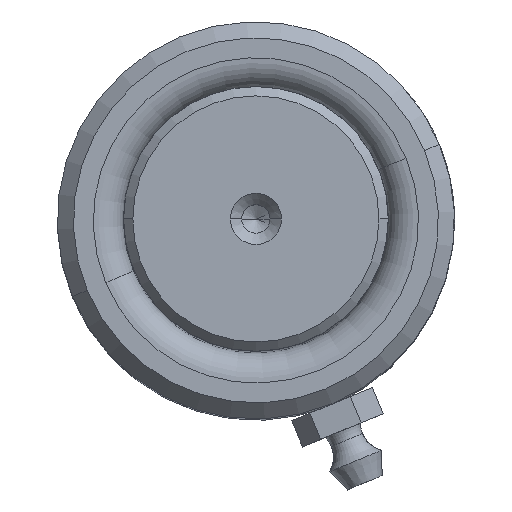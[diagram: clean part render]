
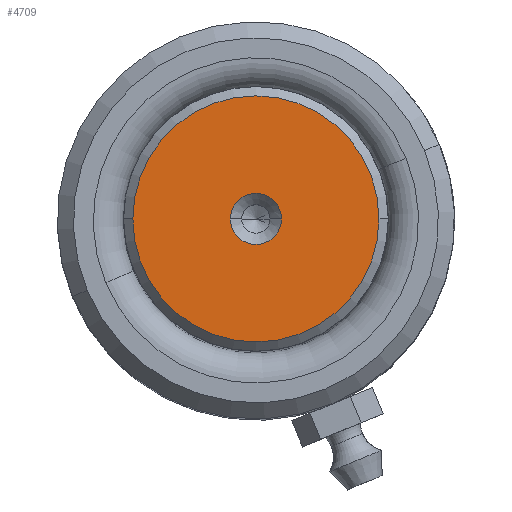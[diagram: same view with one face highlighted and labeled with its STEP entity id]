
A CAD part, top view. The second image highlights one B-rep face of the part: STEP entity #4709.
In plain terms, the highlighted planar face has unit normal (0, 0, 1).
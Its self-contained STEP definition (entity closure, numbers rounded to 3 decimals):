
#197 = VERTEX_POINT ( 'NONE', #6310 ) ;
#376 = DIRECTION ( 'NONE',  ( 1., 0., 0. ) ) ;
#437 = DIRECTION ( 'NONE',  ( 1., 0., 0. ) ) ;
#862 = AXIS2_PLACEMENT_3D ( 'NONE', #5026, #1517, #376 ) ;
#1086 = DIRECTION ( 'NONE',  ( 0., 0., 1. ) ) ;
#1241 = CIRCLE ( 'NONE', #2889, 13.012 ) ;
#1419 = EDGE_CURVE ( 'NONE', #197, #1460, #2296, .T. ) ;
#1460 = VERTEX_POINT ( 'NONE', #3874 ) ;
#1517 = DIRECTION ( 'NONE',  ( 0., 0., 1. ) ) ;
#1883 = CIRCLE ( 'NONE', #6448, 13.012 ) ;
#2065 = EDGE_LOOP ( 'NONE', ( #5239, #6439 ) ) ;
#2296 = CIRCLE ( 'NONE', #862, 2.7 ) ;
#2566 = CARTESIAN_POINT ( 'NONE',  ( -13.012, 0., 170. ) ) ;
#2587 = VERTEX_POINT ( 'NONE', #2566 ) ;
#2686 = DIRECTION ( 'NONE',  ( 0., 0., 1. ) ) ;
#2697 = FACE_OUTER_BOUND ( 'NONE', #2065, .T. ) ;
#2734 = DIRECTION ( 'NONE',  ( 0., 0., 1. ) ) ;
#2889 = AXIS2_PLACEMENT_3D ( 'NONE', #5735, #5166, #7372 ) ;
#3247 = FACE_BOUND ( 'NONE', #4504, .T. ) ;
#3347 = CIRCLE ( 'NONE', #7058, 2.7 ) ;
#3368 = CARTESIAN_POINT ( 'NONE',  ( 13.012, 0., 170. ) ) ;
#3874 = CARTESIAN_POINT ( 'NONE',  ( -2.7, 0., 170. ) ) ;
#3964 = CARTESIAN_POINT ( 'NONE',  ( 0., 0., 170. ) ) ;
#4428 = VERTEX_POINT ( 'NONE', #3368 ) ;
#4504 = EDGE_LOOP ( 'NONE', ( #5708, #7098 ) ) ;
#4709 = ADVANCED_FACE ( 'NONE', ( #3247, #2697 ), #5673, .T. ) ;
#4978 = CARTESIAN_POINT ( 'NONE',  ( 0., 0., 170. ) ) ;
#5026 = CARTESIAN_POINT ( 'NONE',  ( 0., 0., 170. ) ) ;
#5159 = AXIS2_PLACEMENT_3D ( 'NONE', #6364, #2734, #437 ) ;
#5166 = DIRECTION ( 'NONE',  ( 0., 0., 1. ) ) ;
#5239 = ORIENTED_EDGE ( 'NONE', *, *, #6437, .T. ) ;
#5673 = PLANE ( 'NONE',  #5159 ) ;
#5708 = ORIENTED_EDGE ( 'NONE', *, *, #1419, .F. ) ;
#5735 = CARTESIAN_POINT ( 'NONE',  ( 0., 0., 170. ) ) ;
#5752 = EDGE_CURVE ( 'NONE', #1460, #197, #3347, .T. ) ;
#6310 = CARTESIAN_POINT ( 'NONE',  ( 2.7, 0., 170. ) ) ;
#6364 = CARTESIAN_POINT ( 'NONE',  ( 0., 0., 170. ) ) ;
#6437 = EDGE_CURVE ( 'NONE', #2587, #4428, #1241, .T. ) ;
#6439 = ORIENTED_EDGE ( 'NONE', *, *, #7037, .T. ) ;
#6448 = AXIS2_PLACEMENT_3D ( 'NONE', #3964, #1086, #7509 ) ;
#7037 = EDGE_CURVE ( 'NONE', #4428, #2587, #1883, .T. ) ;
#7058 = AXIS2_PLACEMENT_3D ( 'NONE', #4978, #2686, #7328 ) ;
#7098 = ORIENTED_EDGE ( 'NONE', *, *, #5752, .F. ) ;
#7328 = DIRECTION ( 'NONE',  ( 1., 0., 0. ) ) ;
#7372 = DIRECTION ( 'NONE',  ( 1., 0., 0. ) ) ;
#7509 = DIRECTION ( 'NONE',  ( 1., 0., 0. ) ) ;
